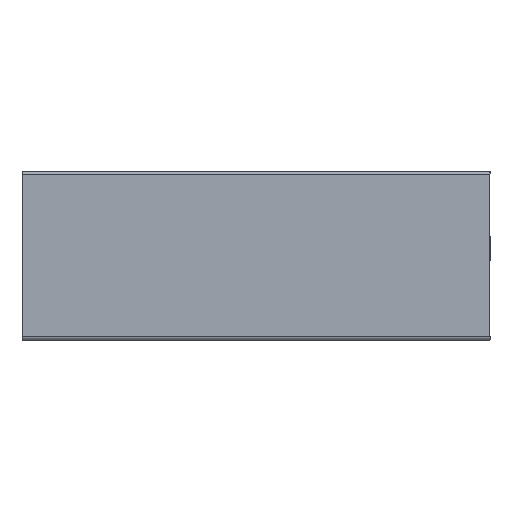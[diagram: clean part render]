
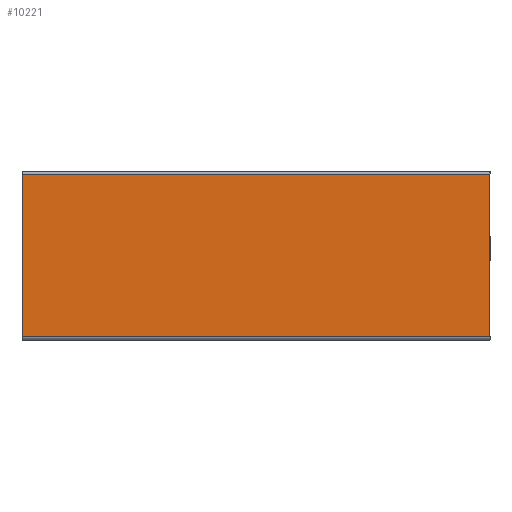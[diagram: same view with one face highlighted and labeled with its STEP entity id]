
A CAD part, top view. The second image highlights one B-rep face of the part: STEP entity #10221.
In plain terms, the highlighted planar face has unit normal (0, 0, 1).
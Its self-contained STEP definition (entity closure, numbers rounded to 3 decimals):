
#72 = PLANE('',#73);
#73 = AXIS2_PLACEMENT_3D('',#74,#75,#76);
#74 = CARTESIAN_POINT('',(-50.,-2.804,22.794));
#75 = DIRECTION('',(1.,0.,0.));
#76 = DIRECTION('',(0.,0.,1.));
#126 = PLANE('',#127);
#127 = AXIS2_PLACEMENT_3D('',#128,#129,#130);
#128 = CARTESIAN_POINT('',(0.,-2.804,22.794));
#129 = DIRECTION('',(1.,0.,0.));
#130 = DIRECTION('',(0.,0.,1.));
#324 = VERTEX_POINT('',#325);
#325 = CARTESIAN_POINT('',(0.,7.71,38.));
#340 = CYLINDRICAL_SURFACE('',#341,0.29);
#341 = AXIS2_PLACEMENT_3D('',#342,#343,#344);
#342 = CARTESIAN_POINT('',(0.,7.71,37.71));
#343 = DIRECTION('',(1.,0.,0.));
#344 = DIRECTION('',(0.,1.,0.));
#352 = EDGE_CURVE('',#324,#353,#355,.T.);
#353 = VERTEX_POINT('',#354);
#354 = CARTESIAN_POINT('',(0.,-9.609,38.));
#355 = SURFACE_CURVE('',#356,(#360,#367),.PCURVE_S1.);
#356 = LINE('',#357,#358);
#357 = CARTESIAN_POINT('',(0.,7.71,38.));
#358 = VECTOR('',#359,1.);
#359 = DIRECTION('',(0.,-1.,0.));
#360 = PCURVE('',#126,#361);
#361 = DEFINITIONAL_REPRESENTATION('',(#362),#366);
#362 = LINE('',#363,#364);
#363 = CARTESIAN_POINT('',(15.206,-10.513));
#364 = VECTOR('',#365,1.);
#365 = DIRECTION('',(0.,1.));
#366 = ( GEOMETRIC_REPRESENTATION_CONTEXT(2) 
PARAMETRIC_REPRESENTATION_CONTEXT() REPRESENTATION_CONTEXT('2D SPACE',''
  ) );
#367 = PCURVE('',#368,#373);
#368 = PLANE('',#369);
#369 = AXIS2_PLACEMENT_3D('',#370,#371,#372);
#370 = CARTESIAN_POINT('',(0.,7.71,38.));
#371 = DIRECTION('',(0.,0.,1.));
#372 = DIRECTION('',(0.,-1.,0.));
#373 = DEFINITIONAL_REPRESENTATION('',(#374),#378);
#374 = LINE('',#375,#376);
#375 = CARTESIAN_POINT('',(0.,0.));
#376 = VECTOR('',#377,1.);
#377 = DIRECTION('',(1.,0.));
#378 = ( GEOMETRIC_REPRESENTATION_CONTEXT(2) 
PARAMETRIC_REPRESENTATION_CONTEXT() REPRESENTATION_CONTEXT('2D SPACE',''
  ) );
#397 = CYLINDRICAL_SURFACE('',#398,0.391);
#398 = AXIS2_PLACEMENT_3D('',#399,#400,#401);
#399 = CARTESIAN_POINT('',(0.,-9.609,37.609));
#400 = DIRECTION('',(1.,0.,0.));
#401 = DIRECTION('',(0.,1.,0.));
#3893 = VERTEX_POINT('',#3894);
#3894 = CARTESIAN_POINT('',(-50.,7.71,38.));
#3916 = EDGE_CURVE('',#3893,#3917,#3919,.T.);
#3917 = VERTEX_POINT('',#3918);
#3918 = CARTESIAN_POINT('',(-50.,-9.609,38.));
#3919 = SURFACE_CURVE('',#3920,(#3924,#3931),.PCURVE_S1.);
#3920 = LINE('',#3921,#3922);
#3921 = CARTESIAN_POINT('',(-50.,7.71,38.));
#3922 = VECTOR('',#3923,1.);
#3923 = DIRECTION('',(0.,-1.,0.));
#3924 = PCURVE('',#72,#3925);
#3925 = DEFINITIONAL_REPRESENTATION('',(#3926),#3930);
#3926 = LINE('',#3927,#3928);
#3927 = CARTESIAN_POINT('',(15.206,-10.513));
#3928 = VECTOR('',#3929,1.);
#3929 = DIRECTION('',(0.,1.));
#3930 = ( GEOMETRIC_REPRESENTATION_CONTEXT(2) 
PARAMETRIC_REPRESENTATION_CONTEXT() REPRESENTATION_CONTEXT('2D SPACE',''
  ) );
#3931 = PCURVE('',#368,#3932);
#3932 = DEFINITIONAL_REPRESENTATION('',(#3933),#3937);
#3933 = LINE('',#3934,#3935);
#3934 = CARTESIAN_POINT('',(0.,-50.));
#3935 = VECTOR('',#3936,1.);
#3936 = DIRECTION('',(1.,0.));
#3937 = ( GEOMETRIC_REPRESENTATION_CONTEXT(2) 
PARAMETRIC_REPRESENTATION_CONTEXT() REPRESENTATION_CONTEXT('2D SPACE',''
  ) );
#10198 = EDGE_CURVE('',#353,#3917,#10199,.T.);
#10199 = SURFACE_CURVE('',#10200,(#10204,#10211),.PCURVE_S1.);
#10200 = LINE('',#10201,#10202);
#10201 = CARTESIAN_POINT('',(0.,-9.609,38.));
#10202 = VECTOR('',#10203,1.);
#10203 = DIRECTION('',(-1.,0.,0.));
#10204 = PCURVE('',#397,#10205);
#10205 = DEFINITIONAL_REPRESENTATION('',(#10206),#10210);
#10206 = LINE('',#10207,#10208);
#10207 = CARTESIAN_POINT('',(1.571,0.));
#10208 = VECTOR('',#10209,1.);
#10209 = DIRECTION('',(0.,-1.));
#10210 = ( GEOMETRIC_REPRESENTATION_CONTEXT(2) 
PARAMETRIC_REPRESENTATION_CONTEXT() REPRESENTATION_CONTEXT('2D SPACE',''
  ) );
#10211 = PCURVE('',#368,#10212);
#10212 = DEFINITIONAL_REPRESENTATION('',(#10213),#10217);
#10213 = LINE('',#10214,#10215);
#10214 = CARTESIAN_POINT('',(17.318,0.));
#10215 = VECTOR('',#10216,1.);
#10216 = DIRECTION('',(0.,-1.));
#10217 = ( GEOMETRIC_REPRESENTATION_CONTEXT(2) 
PARAMETRIC_REPRESENTATION_CONTEXT() REPRESENTATION_CONTEXT('2D SPACE',''
  ) );
#10221 = ADVANCED_FACE('',(#10222),#368,.T.);
#10222 = FACE_BOUND('',#10223,.T.);
#10223 = EDGE_LOOP('',(#10224,#10245,#10246,#10247));
#10224 = ORIENTED_EDGE('',*,*,#10225,.T.);
#10225 = EDGE_CURVE('',#324,#3893,#10226,.T.);
#10226 = SURFACE_CURVE('',#10227,(#10231,#10238),.PCURVE_S1.);
#10227 = LINE('',#10228,#10229);
#10228 = CARTESIAN_POINT('',(0.,7.71,38.));
#10229 = VECTOR('',#10230,1.);
#10230 = DIRECTION('',(-1.,0.,0.));
#10231 = PCURVE('',#368,#10232);
#10232 = DEFINITIONAL_REPRESENTATION('',(#10233),#10237);
#10233 = LINE('',#10234,#10235);
#10234 = CARTESIAN_POINT('',(0.,0.));
#10235 = VECTOR('',#10236,1.);
#10236 = DIRECTION('',(0.,-1.));
#10237 = ( GEOMETRIC_REPRESENTATION_CONTEXT(2) 
PARAMETRIC_REPRESENTATION_CONTEXT() REPRESENTATION_CONTEXT('2D SPACE',''
  ) );
#10238 = PCURVE('',#340,#10239);
#10239 = DEFINITIONAL_REPRESENTATION('',(#10240),#10244);
#10240 = LINE('',#10241,#10242);
#10241 = CARTESIAN_POINT('',(1.571,0.));
#10242 = VECTOR('',#10243,1.);
#10243 = DIRECTION('',(0.,-1.));
#10244 = ( GEOMETRIC_REPRESENTATION_CONTEXT(2) 
PARAMETRIC_REPRESENTATION_CONTEXT() REPRESENTATION_CONTEXT('2D SPACE',''
  ) );
#10245 = ORIENTED_EDGE('',*,*,#3916,.T.);
#10246 = ORIENTED_EDGE('',*,*,#10198,.F.);
#10247 = ORIENTED_EDGE('',*,*,#352,.F.);
